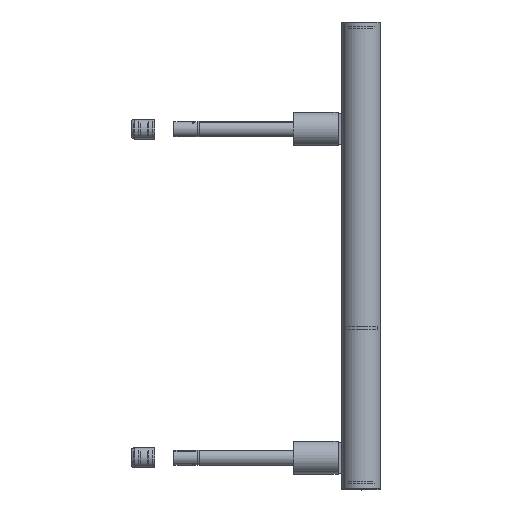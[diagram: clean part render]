
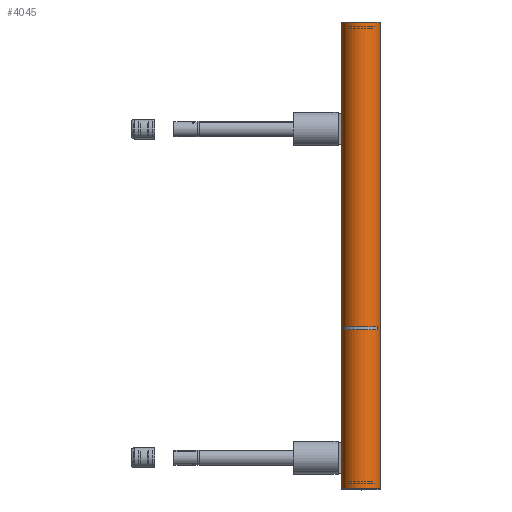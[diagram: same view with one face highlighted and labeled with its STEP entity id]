
A CAD part, top view. The second image highlights one B-rep face of the part: STEP entity #4045.
In plain terms, the highlighted cylindrical face has radius 10 mm (diameter 20 mm), a full revolution.
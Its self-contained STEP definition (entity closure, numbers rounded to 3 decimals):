
#284=CYLINDRICAL_SURFACE('',#4654,10.);
#387=FACE_OUTER_BOUND('',#618,.T.);
#618=EDGE_LOOP('',(#2785,#2786,#2787,#2788));
#867=LINE('',#6552,#1224);
#1224=VECTOR('',#5190,10.);
#1578=CIRCLE('',#4655,10.);
#1579=CIRCLE('',#4656,10.);
#1798=VERTEX_POINT('',#6549);
#1799=VERTEX_POINT('',#6551);
#2190=EDGE_CURVE('',#1798,#1798,#1578,.T.);
#2191=EDGE_CURVE('',#1798,#1799,#867,.T.);
#2192=EDGE_CURVE('',#1799,#1799,#1579,.T.);
#2785=ORIENTED_EDGE('',*,*,#2190,.T.);
#2786=ORIENTED_EDGE('',*,*,#2191,.T.);
#2787=ORIENTED_EDGE('',*,*,#2192,.F.);
#2788=ORIENTED_EDGE('',*,*,#2191,.F.);
#4045=ADVANCED_FACE('',(#387),#284,.T.);
#4654=AXIS2_PLACEMENT_3D('',#6548,#5186,#5187);
#4655=AXIS2_PLACEMENT_3D('',#6550,#5188,#5189);
#4656=AXIS2_PLACEMENT_3D('',#6553,#5191,#5192);
#5186=DIRECTION('center_axis',(0.,0.,1.));
#5187=DIRECTION('ref_axis',(-1.,0.,0.));
#5188=DIRECTION('center_axis',(0.,0.,-1.));
#5189=DIRECTION('ref_axis',(-1.,0.,0.));
#5190=DIRECTION('',(0.,0.,-1.));
#5191=DIRECTION('center_axis',(0.,0.,-1.));
#5192=DIRECTION('ref_axis',(-1.,0.,0.));
#6548=CARTESIAN_POINT('Origin',(0.,0.,0.));
#6549=CARTESIAN_POINT('',(10.,0.,240.));
#6550=CARTESIAN_POINT('Origin',(0.,0.,240.));
#6551=CARTESIAN_POINT('',(10.,0.,0.));
#6552=CARTESIAN_POINT('',(10.,0.,0.));
#6553=CARTESIAN_POINT('Origin',(0.,0.,0.));
